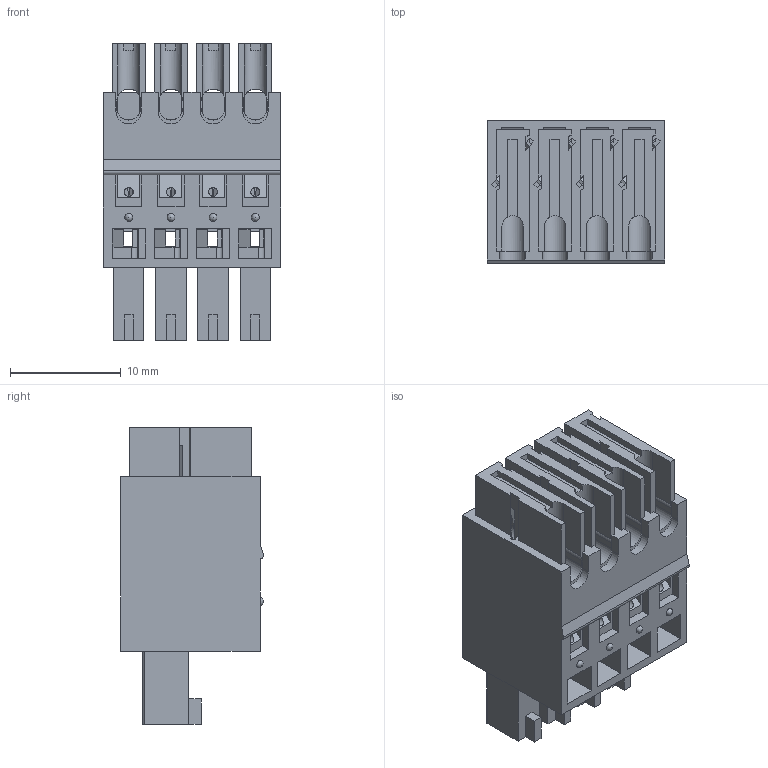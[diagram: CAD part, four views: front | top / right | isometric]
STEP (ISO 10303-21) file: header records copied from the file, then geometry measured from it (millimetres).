
FILE_DESCRIPTION( ( 'Unknown' ), '1' );
FILE_NAME( '691358310004.stp', 'Unknown', ( 'Unknown' ), ( 'Unknown' ), 'PSStep 18.0.17', 'Unknown', ' ' );
FILE_SCHEMA( ( 'AUTOMOTIVE_DESIGN { 1 0 10303 214 1 1 1 1 }' ) );
Length unit declared in the file: millimetre
Products named in the file (4): Assem1; 691(358310)(359340)0xx_Actuator; 6913583100xx; 691358310004
Assembly tree (9 placements, depth 2):
  Assem1
    691(358310)(359340)0xx_Actuator  x4
    6913583100xx  x4
    691358310004
Bounding box: 16.03 x 12.9 x 26.8 mm (x, y, z)
Volume: 2473.2 mm3; surface area: 7374.8 mm2
Topology: 9 solids, 9 shells, 1037 faces, 2921 edges, 1906 vertices
Faces by surface type: plane 816, cylinder 205, bspline 8, torus 4, revolution 4
Full cylindrical faces by diameter (mm): 0.8 x4, 1.2 x4, 2.1 x4
Entity records: 20720 total; most frequent: CARTESIAN_POINT 3020, ORIENTED_EDGE 2906, DIRECTION 2624, EDGE_CURVE 1453, LINE 1300, VECTOR 1300, VERTEX_POINT 962, AXIS2_PLACEMENT_3D 660
